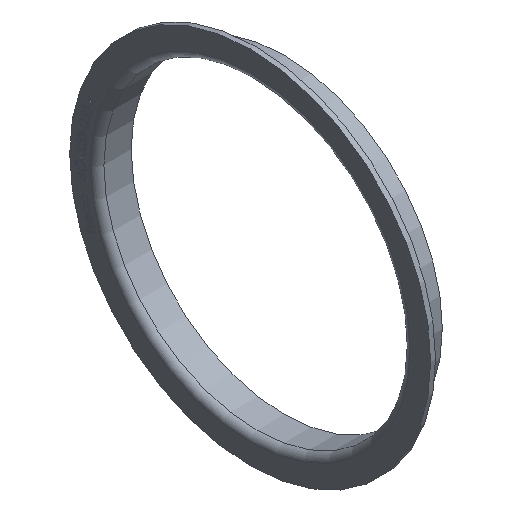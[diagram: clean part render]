
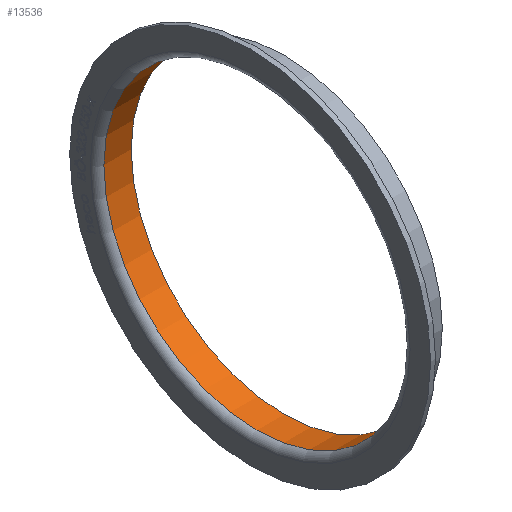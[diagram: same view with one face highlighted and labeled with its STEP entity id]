
A CAD part, isometric view. The second image highlights one B-rep face of the part: STEP entity #13536.
In plain terms, the highlighted cylindrical face has radius 156.95 mm (diameter 313.9 mm), a full revolution.
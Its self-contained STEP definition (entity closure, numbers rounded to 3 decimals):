
#874 = EDGE_CURVE ( 'NONE', #10326, #10326, #4061, .T. ) ;
#1417 = DIRECTION ( 'NONE',  ( 0., 0., 1. ) ) ;
#1526 = CARTESIAN_POINT ( 'NONE',  ( 7., 0., 156.95 ) ) ;
#2246 = ORIENTED_EDGE ( 'NONE', *, *, #4755, .T. ) ;
#3915 = CARTESIAN_POINT ( 'NONE',  ( 7., 0., 0. ) ) ;
#4061 = CIRCLE ( 'NONE', #14086, 156.95 ) ;
#4755 = EDGE_CURVE ( 'NONE', #12867, #12867, #13024, .T. ) ;
#5340 = DIRECTION ( 'NONE',  ( 0., 0., 1. ) ) ;
#7021 = AXIS2_PLACEMENT_3D ( 'NONE', #8274, #12049, #13629 ) ;
#8274 = CARTESIAN_POINT ( 'NONE',  ( 0., 0., 0. ) ) ;
#9509 = FACE_OUTER_BOUND ( 'NONE', #13346, .T. ) ;
#9840 = CYLINDRICAL_SURFACE ( 'NONE', #7021, 156.95 ) ;
#10326 = VERTEX_POINT ( 'NONE', #15257 ) ;
#11459 = DIRECTION ( 'NONE',  ( -1., 0., 0. ) ) ;
#12049 = DIRECTION ( 'NONE',  ( -1., 0., 0. ) ) ;
#12322 = ORIENTED_EDGE ( 'NONE', *, *, #874, .F. ) ;
#12754 = DIRECTION ( 'NONE',  ( -1., 0., 0. ) ) ;
#12867 = VERTEX_POINT ( 'NONE', #1526 ) ;
#13024 = CIRCLE ( 'NONE', #13825, 156.95 ) ;
#13346 = EDGE_LOOP ( 'NONE', ( #2246 ) ) ;
#13469 = FACE_OUTER_BOUND ( 'NONE', #14409, .T. ) ;
#13536 = ADVANCED_FACE ( 'NONE', ( #13469, #9509 ), #9840, .F. ) ;
#13629 = DIRECTION ( 'NONE',  ( 0., 0., 1. ) ) ;
#13825 = AXIS2_PLACEMENT_3D ( 'NONE', #3915, #12754, #1417 ) ;
#14086 = AXIS2_PLACEMENT_3D ( 'NONE', #15486, #11459, #5340 ) ;
#14409 = EDGE_LOOP ( 'NONE', ( #12322 ) ) ;
#15257 = CARTESIAN_POINT ( 'NONE',  ( 35., 0., 156.95 ) ) ;
#15486 = CARTESIAN_POINT ( 'NONE',  ( 35., 0., 0. ) ) ;
